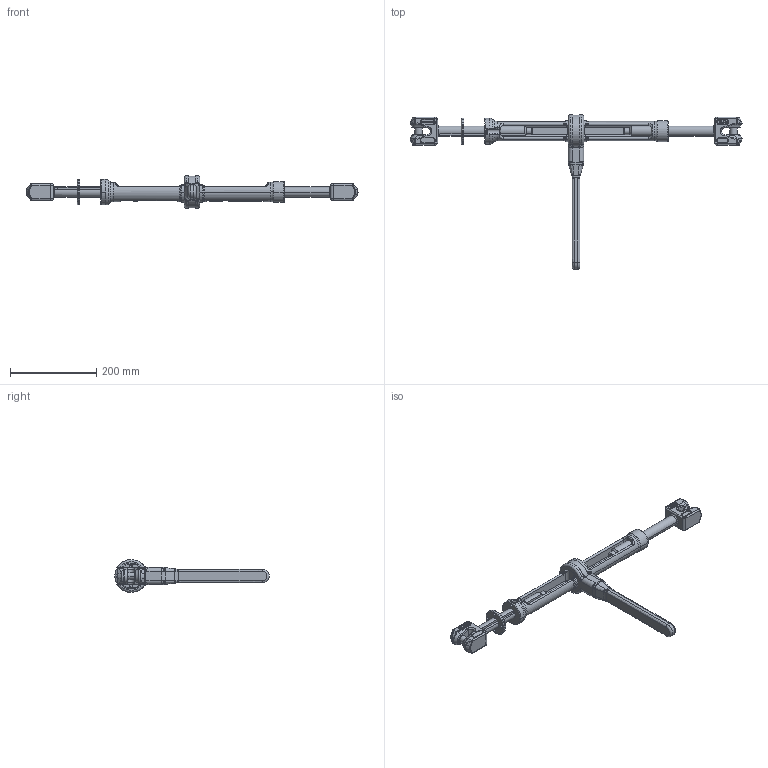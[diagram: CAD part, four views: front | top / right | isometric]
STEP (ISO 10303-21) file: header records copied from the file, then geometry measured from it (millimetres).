
FILE_DESCRIPTION((''),'2;1');
FILE_NAME('001-M34451-P-1_ASM','2013-07-10T',('Andreas.Wendler'),(''),'PRO/ENGINEER BY PARAMETRIC TECHNOLOGY CORPORATION, 2010140','PRO/ENGINEER BY PARAMETRIC TECHNOLOGY CORPORATION, 2010140','');
FILE_SCHEMA(('CONFIG_CONTROL_DESIGN'));
Length unit declared in the file: millimetre
Products named in the file (6): 001-M34444-P-1; 001-M34447-P-1; 001-M34448-P-1; 001-M34449-P-1; 001-M34445-P-1; 001-M34451-P-1_ASM
Assembly tree (5 placements, depth 2):
  001-M34451-P-1_ASM
    001-M34444-P-1
    001-M34447-P-1
    001-M34448-P-1
    001-M34449-P-1
    001-M34445-P-1
Bounding box: 770 x 357.86 x 75.87 mm (x, y, z)
Volume: 1100642.8 mm3; surface area: 208755.6 mm2
Topology: 5 solids, 5 shells, 1499 faces, 3967 edges, 2528 vertices
Faces by surface type: plane 1002, cylinder 220, bspline 128, torus 106, sphere 24, cone 19
Entity records: 51996 total; most frequent: CARTESIAN_POINT 15229, ORIENTED_EDGE 7934, DIRECTION 7153, EDGE_CURVE 3967, VECTOR 2993, LINE 2993, VERTEX_POINT 2528, AXIS2_PLACEMENT_3D 2080
